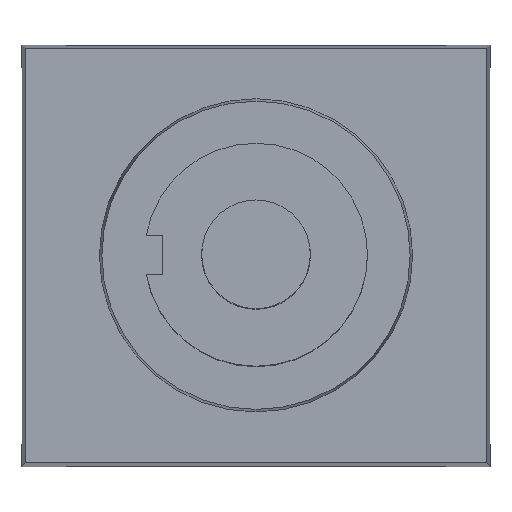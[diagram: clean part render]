
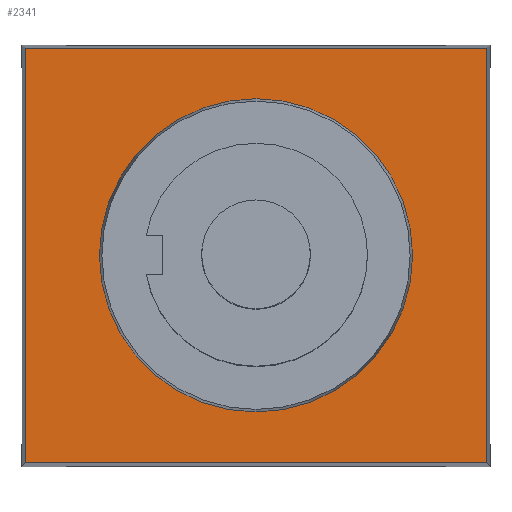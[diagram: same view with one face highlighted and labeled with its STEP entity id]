
A CAD part, top view. The second image highlights one B-rep face of the part: STEP entity #2341.
In plain terms, the highlighted planar face has unit normal (0, 0, 1).
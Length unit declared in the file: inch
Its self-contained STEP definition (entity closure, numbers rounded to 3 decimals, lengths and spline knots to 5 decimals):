
#137=FACE_BOUND('',#468,.T.);
#216=PLANE('',#2516);
#339=FACE_OUTER_BOUND('',#467,.T.);
#467=EDGE_LOOP('',(#2187,#2188,#2189,#2190));
#468=EDGE_LOOP('',(#2191));
#668=LINE('',#4885,#881);
#678=LINE('',#4904,#891);
#679=LINE('',#4907,#892);
#681=LINE('',#4910,#894);
#881=VECTOR('',#3012,0.3937);
#891=VECTOR('',#3032,0.3937);
#892=VECTOR('',#3035,0.3937);
#894=VECTOR('',#3039,0.3937);
#902=CIRCLE('',#2380,0.16732);
#940=VERTEX_POINT('',#3086);
#1150=VERTEX_POINT('',#4882);
#1151=VERTEX_POINT('',#4884);
#1155=VERTEX_POINT('',#4902);
#1156=VERTEX_POINT('',#4906);
#1177=EDGE_CURVE('',#940,#940,#902,.T.);
#1488=EDGE_CURVE('',#1150,#1151,#668,.T.);
#1498=EDGE_CURVE('',#1155,#1150,#678,.T.);
#1499=EDGE_CURVE('',#1151,#1156,#679,.T.);
#1501=EDGE_CURVE('',#1156,#1155,#681,.T.);
#2187=ORIENTED_EDGE('',*,*,#1488,.F.);
#2188=ORIENTED_EDGE('',*,*,#1498,.F.);
#2189=ORIENTED_EDGE('',*,*,#1501,.F.);
#2190=ORIENTED_EDGE('',*,*,#1499,.F.);
#2191=ORIENTED_EDGE('',*,*,#1177,.T.);
#2341=ADVANCED_FACE('',(#339,#137),#216,.T.);
#2380=AXIS2_PLACEMENT_3D('',#3088,#2568,#2569);
#2516=AXIS2_PLACEMENT_3D('',#4911,#3040,#3041);
#2568=DIRECTION('center_axis',(0.,0.,-1.));
#2569=DIRECTION('ref_axis',(1.,0.,0.));
#3012=DIRECTION('',(0.,1.,0.));
#3032=DIRECTION('',(-1.,0.,0.));
#3035=DIRECTION('',(1.,0.,0.));
#3039=DIRECTION('',(0.,-1.,0.));
#3040=DIRECTION('center_axis',(0.,0.,1.));
#3041=DIRECTION('ref_axis',(1.,0.,0.));
#3086=CARTESIAN_POINT('',(-0.16732,0.,0.40945));
#3088=CARTESIAN_POINT('Origin',(0.,0.,
0.40945));
#4882=CARTESIAN_POINT('',(-0.24643,-0.22143,0.40945));
#4884=CARTESIAN_POINT('',(-0.24643,0.22143,0.40945));
#4885=CARTESIAN_POINT('',(-0.24643,0.225,0.40945));
#4902=CARTESIAN_POINT('',(0.24643,-0.22143,0.40945));
#4904=CARTESIAN_POINT('',(-0.25,-0.22143,0.40945));
#4906=CARTESIAN_POINT('',(0.24643,0.22143,0.40945));
#4907=CARTESIAN_POINT('',(0.25,0.22143,0.40945));
#4910=CARTESIAN_POINT('',(0.24643,-0.225,0.40945));
#4911=CARTESIAN_POINT('Origin',(0.,0.,
0.40945));
